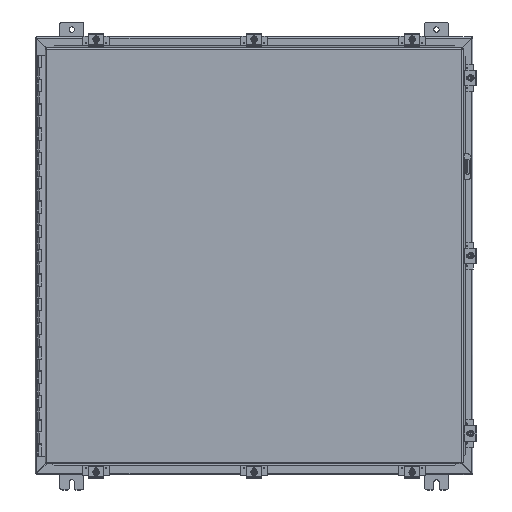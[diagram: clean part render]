
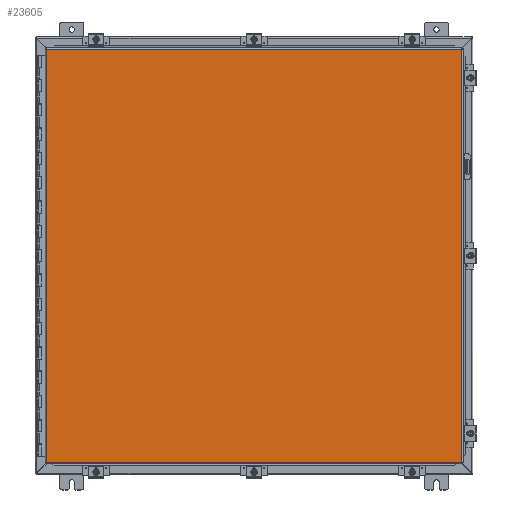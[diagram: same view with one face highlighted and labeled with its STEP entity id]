
A CAD part, top view. The second image highlights one B-rep face of the part: STEP entity #23605.
In plain terms, the highlighted face is planar.
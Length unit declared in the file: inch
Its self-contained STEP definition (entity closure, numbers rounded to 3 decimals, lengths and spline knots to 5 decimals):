
#1262 = LINE ( 'NONE', #34229, #18923 ) ;
#5746 = AXIS2_PLACEMENT_3D ( 'NONE', #34648, #33976, #39419 ) ;
#6639 = VECTOR ( 'NONE', #12546, 39.37008 ) ;
#7601 = LINE ( 'NONE', #23686, #44113 ) ;
#7736 = LINE ( 'NONE', #14058, #6639 ) ;
#8011 = LINE ( 'NONE', #11692, #17644 ) ;
#8749 = VERTEX_POINT ( 'NONE', #24626 ) ;
#10982 = DIRECTION ( 'NONE',  ( 1., 0., 0. ) ) ;
#11692 = CARTESIAN_POINT ( 'NONE',  ( -17.08225, 16.9885, 0. ) ) ;
#12546 = DIRECTION ( 'NONE',  ( 0., 1., 0. ) ) ;
#14058 = CARTESIAN_POINT ( 'NONE',  ( -17.08225, -16.9885, 0. ) ) ;
#17644 = VECTOR ( 'NONE', #10982, 39.37008 ) ;
#18923 = VECTOR ( 'NONE', #34498, 39.37008 ) ;
#19502 = CARTESIAN_POINT ( 'NONE',  ( -17.08225, 16.9885, 0. ) ) ;
#20852 = EDGE_CURVE ( 'NONE', #8749, #30919, #7601, .T. ) ;
#21633 = DIRECTION ( 'NONE',  ( -1., 0., 0. ) ) ;
#22244 = CARTESIAN_POINT ( 'NONE',  ( 17.08225, 16.9885, 0. ) ) ;
#22308 = EDGE_CURVE ( 'NONE', #28085, #41042, #8011, .T. ) ;
#23414 = PLANE ( 'NONE',  #5746 ) ;
#23605 = ADVANCED_FACE ( 'NONE', ( #27868 ), #23414, .F. ) ;
#23686 = CARTESIAN_POINT ( 'NONE',  ( 17.08225, -16.9885, 0. ) ) ;
#24132 = ORIENTED_EDGE ( 'NONE', *, *, #24332, .T. ) ;
#24332 = EDGE_CURVE ( 'NONE', #30919, #28085, #7736, .T. ) ;
#24626 = CARTESIAN_POINT ( 'NONE',  ( 17.08225, -16.9885, 0. ) ) ;
#24733 = EDGE_CURVE ( 'NONE', #41042, #8749, #1262, .T. ) ;
#27868 = FACE_OUTER_BOUND ( 'NONE', #44980, .T. ) ;
#28085 = VERTEX_POINT ( 'NONE', #19502 ) ;
#30919 = VERTEX_POINT ( 'NONE', #34601 ) ;
#31014 = ORIENTED_EDGE ( 'NONE', *, *, #20852, .T. ) ;
#33976 = DIRECTION ( 'NONE',  ( 0., 0., 1. ) ) ;
#34229 = CARTESIAN_POINT ( 'NONE',  ( 17.08225, 16.9885, 0. ) ) ;
#34498 = DIRECTION ( 'NONE',  ( 0., -1., 0. ) ) ;
#34601 = CARTESIAN_POINT ( 'NONE',  ( -17.08225, -16.9885, 0. ) ) ;
#34648 = CARTESIAN_POINT ( 'NONE',  ( 0., 0., 0. ) ) ;
#39260 = ORIENTED_EDGE ( 'NONE', *, *, #22308, .T. ) ;
#39419 = DIRECTION ( 'NONE',  ( 1., 0., 0. ) ) ;
#41042 = VERTEX_POINT ( 'NONE', #22244 ) ;
#43532 = ORIENTED_EDGE ( 'NONE', *, *, #24733, .T. ) ;
#44113 = VECTOR ( 'NONE', #21633, 39.37008 ) ;
#44980 = EDGE_LOOP ( 'NONE', ( #24132, #39260, #43532, #31014 ) ) ;
